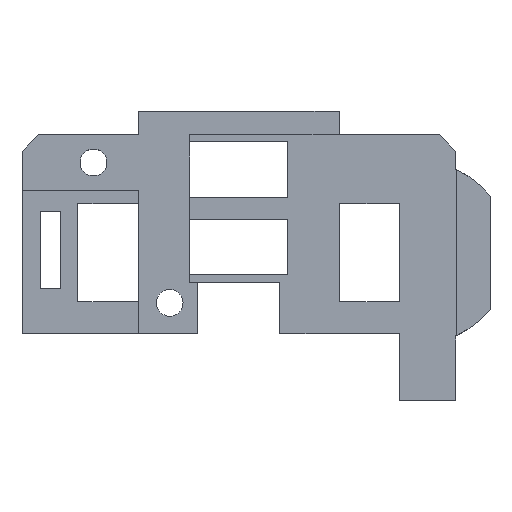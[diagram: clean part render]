
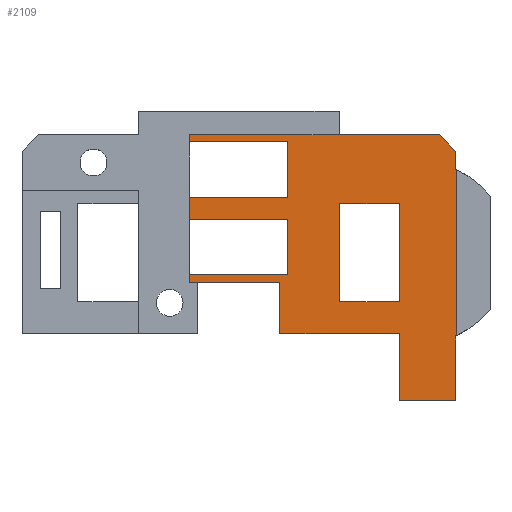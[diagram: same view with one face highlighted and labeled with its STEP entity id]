
A CAD part, top view. The second image highlights one B-rep face of the part: STEP entity #2109.
In plain terms, the highlighted planar face has unit normal (0, 0, 1).
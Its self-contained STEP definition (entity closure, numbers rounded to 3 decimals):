
#24=FACE_BOUND('',#185,.T.);
#43=CIRCLE('',#2231,8.2);
#44=CIRCLE('',#2232,8.2);
#71=FACE_OUTER_BOUND('',#184,.T.);
#184=EDGE_LOOP('',(#1457,#1458,#1459,#1460,#1461,#1462,#1463,#1464,#1465,
#1466,#1467,#1468,#1469,#1470,#1471,#1472,#1473,#1474,#1475,#1476,#1477,
#1478,#1479));
#185=EDGE_LOOP('',(#1480,#1481,#1482,#1483));
#329=LINE('',#2995,#616);
#333=LINE('',#3003,#620);
#334=LINE('',#3005,#621);
#335=LINE('',#3007,#622);
#336=LINE('',#3009,#623);
#337=LINE('',#3011,#624);
#338=LINE('',#3015,#625);
#339=LINE('',#3019,#626);
#340=LINE('',#3021,#627);
#341=LINE('',#3023,#628);
#342=LINE('',#3025,#629);
#343=LINE('',#3027,#630);
#344=LINE('',#3029,#631);
#345=LINE('',#3031,#632);
#346=LINE('',#3033,#633);
#347=LINE('',#3035,#634);
#348=LINE('',#3037,#635);
#349=LINE('',#3039,#636);
#350=LINE('',#3041,#637);
#351=LINE('',#3043,#638);
#352=LINE('',#3044,#639);
#353=LINE('',#3047,#640);
#354=LINE('',#3049,#641);
#355=LINE('',#3051,#642);
#356=LINE('',#3052,#643);
#616=VECTOR('',#2428,10.);
#620=VECTOR('',#2434,10.);
#621=VECTOR('',#2435,10.);
#622=VECTOR('',#2436,10.);
#623=VECTOR('',#2437,10.);
#624=VECTOR('',#2438,10.);
#625=VECTOR('',#2441,10.);
#626=VECTOR('',#2444,10.);
#627=VECTOR('',#2445,10.);
#628=VECTOR('',#2446,10.);
#629=VECTOR('',#2447,10.);
#630=VECTOR('',#2448,10.);
#631=VECTOR('',#2449,10.);
#632=VECTOR('',#2450,10.);
#633=VECTOR('',#2451,10.);
#634=VECTOR('',#2452,10.);
#635=VECTOR('',#2453,10.);
#636=VECTOR('',#2454,10.);
#637=VECTOR('',#2455,10.);
#638=VECTOR('',#2456,10.);
#639=VECTOR('',#2457,10.);
#640=VECTOR('',#2458,10.);
#641=VECTOR('',#2459,10.);
#642=VECTOR('',#2460,10.);
#643=VECTOR('',#2461,10.);
#900=VERTEX_POINT('',#2993);
#901=VERTEX_POINT('',#2994);
#904=VERTEX_POINT('',#3002);
#905=VERTEX_POINT('',#3004);
#906=VERTEX_POINT('',#3006);
#907=VERTEX_POINT('',#3008);
#908=VERTEX_POINT('',#3010);
#909=VERTEX_POINT('',#3012);
#910=VERTEX_POINT('',#3014);
#911=VERTEX_POINT('',#3016);
#912=VERTEX_POINT('',#3018);
#913=VERTEX_POINT('',#3020);
#914=VERTEX_POINT('',#3022);
#915=VERTEX_POINT('',#3024);
#916=VERTEX_POINT('',#3026);
#917=VERTEX_POINT('',#3028);
#918=VERTEX_POINT('',#3030);
#919=VERTEX_POINT('',#3032);
#920=VERTEX_POINT('',#3034);
#921=VERTEX_POINT('',#3036);
#922=VERTEX_POINT('',#3038);
#923=VERTEX_POINT('',#3040);
#924=VERTEX_POINT('',#3042);
#925=VERTEX_POINT('',#3045);
#926=VERTEX_POINT('',#3046);
#927=VERTEX_POINT('',#3048);
#928=VERTEX_POINT('',#3050);
#1112=EDGE_CURVE('',#900,#901,#329,.T.);
#1116=EDGE_CURVE('',#904,#900,#333,.F.);
#1117=EDGE_CURVE('',#905,#901,#334,.T.);
#1118=EDGE_CURVE('',#906,#905,#335,.T.);
#1119=EDGE_CURVE('',#907,#906,#336,.T.);
#1120=EDGE_CURVE('',#908,#907,#337,.T.);
#1121=EDGE_CURVE('',#909,#908,#43,.T.);
#1122=EDGE_CURVE('',#909,#910,#338,.T.);
#1123=EDGE_CURVE('',#911,#910,#44,.T.);
#1124=EDGE_CURVE('',#912,#911,#339,.T.);
#1125=EDGE_CURVE('',#913,#912,#340,.T.);
#1126=EDGE_CURVE('',#913,#914,#341,.F.);
#1127=EDGE_CURVE('',#914,#915,#342,.T.);
#1128=EDGE_CURVE('',#915,#916,#343,.T.);
#1129=EDGE_CURVE('',#916,#917,#344,.F.);
#1130=EDGE_CURVE('',#918,#917,#345,.T.);
#1131=EDGE_CURVE('',#918,#919,#346,.F.);
#1132=EDGE_CURVE('',#919,#920,#347,.T.);
#1133=EDGE_CURVE('',#920,#921,#348,.F.);
#1134=EDGE_CURVE('',#922,#921,#349,.T.);
#1135=EDGE_CURVE('',#922,#923,#350,.F.);
#1136=EDGE_CURVE('',#923,#924,#351,.T.);
#1137=EDGE_CURVE('',#924,#904,#352,.T.);
#1138=EDGE_CURVE('',#925,#926,#353,.T.);
#1139=EDGE_CURVE('',#925,#927,#354,.F.);
#1140=EDGE_CURVE('',#928,#927,#355,.T.);
#1141=EDGE_CURVE('',#926,#928,#356,.T.);
#1457=ORIENTED_EDGE('',*,*,#1116,.T.);
#1458=ORIENTED_EDGE('',*,*,#1112,.T.);
#1459=ORIENTED_EDGE('',*,*,#1117,.F.);
#1460=ORIENTED_EDGE('',*,*,#1118,.F.);
#1461=ORIENTED_EDGE('',*,*,#1119,.F.);
#1462=ORIENTED_EDGE('',*,*,#1120,.F.);
#1463=ORIENTED_EDGE('',*,*,#1121,.F.);
#1464=ORIENTED_EDGE('',*,*,#1122,.T.);
#1465=ORIENTED_EDGE('',*,*,#1123,.F.);
#1466=ORIENTED_EDGE('',*,*,#1124,.F.);
#1467=ORIENTED_EDGE('',*,*,#1125,.F.);
#1468=ORIENTED_EDGE('',*,*,#1126,.T.);
#1469=ORIENTED_EDGE('',*,*,#1127,.T.);
#1470=ORIENTED_EDGE('',*,*,#1128,.T.);
#1471=ORIENTED_EDGE('',*,*,#1129,.T.);
#1472=ORIENTED_EDGE('',*,*,#1130,.F.);
#1473=ORIENTED_EDGE('',*,*,#1131,.T.);
#1474=ORIENTED_EDGE('',*,*,#1132,.T.);
#1475=ORIENTED_EDGE('',*,*,#1133,.T.);
#1476=ORIENTED_EDGE('',*,*,#1134,.F.);
#1477=ORIENTED_EDGE('',*,*,#1135,.T.);
#1478=ORIENTED_EDGE('',*,*,#1136,.T.);
#1479=ORIENTED_EDGE('',*,*,#1137,.T.);
#1480=ORIENTED_EDGE('',*,*,#1138,.F.);
#1481=ORIENTED_EDGE('',*,*,#1139,.T.);
#1482=ORIENTED_EDGE('',*,*,#1140,.F.);
#1483=ORIENTED_EDGE('',*,*,#1141,.F.);
#2003=PLANE('',#2230);
#2109=ADVANCED_FACE('',(#71,#24),#2003,.F.);
#2230=AXIS2_PLACEMENT_3D('',#3001,#2432,#2433);
#2231=AXIS2_PLACEMENT_3D('',#3013,#2439,#2440);
#2232=AXIS2_PLACEMENT_3D('',#3017,#2442,#2443);
#2428=DIRECTION('',(0.,-1.,0.));
#2432=DIRECTION('center_axis',(0.,0.,-1.));
#2433=DIRECTION('ref_axis',(-1.,0.,0.));
#2434=DIRECTION('',(-1.,0.,0.));
#2435=DIRECTION('',(-1.,0.,0.));
#2436=DIRECTION('',(0.,1.,0.));
#2437=DIRECTION('',(-1.,0.,0.));
#2438=DIRECTION('',(0.,-1.,0.));
#2439=DIRECTION('center_axis',(0.,0.,-1.));
#2440=DIRECTION('ref_axis',(0.416,-0.909,0.));
#2441=DIRECTION('',(0.,1.,0.));
#2442=DIRECTION('center_axis',(0.,0.,-1.));
#2443=DIRECTION('ref_axis',(0.788,0.616,0.));
#2444=DIRECTION('',(0.,-1.,0.));
#2445=DIRECTION('',(0.707,-0.707,0.));
#2446=DIRECTION('',(1.,0.,0.));
#2447=DIRECTION('',(-1.,0.,0.));
#2448=DIRECTION('',(0.,-1.,0.));
#2449=DIRECTION('',(-1.,0.,0.));
#2450=DIRECTION('',(0.,1.,0.));
#2451=DIRECTION('',(1.,0.,0.));
#2452=DIRECTION('',(0.,-1.,0.));
#2453=DIRECTION('',(-1.,0.,0.));
#2454=DIRECTION('',(0.,1.,0.));
#2455=DIRECTION('',(1.,0.,0.));
#2456=DIRECTION('',(0.,-1.,0.));
#2457=DIRECTION('',(1.,0.,0.));
#2458=DIRECTION('',(1.,0.,0.));
#2459=DIRECTION('',(0.,-1.,0.));
#2460=DIRECTION('',(-1.,0.,0.));
#2461=DIRECTION('',(0.,1.,0.));
#2993=CARTESIAN_POINT('',(3.689,14.656,11.758));
#2994=CARTESIAN_POINT('',(3.689,10.053,11.758));
#2995=CARTESIAN_POINT('',(3.689,20.759,11.758));
#3001=CARTESIAN_POINT('Origin',(-6.452,26.863,11.758));
#3002=CARTESIAN_POINT('',(-3.681,14.656,11.758));
#3003=CARTESIAN_POINT('',(-7.727,14.656,11.758));
#3004=CARTESIAN_POINT('',(14.39,10.053,11.758));
#3005=CARTESIAN_POINT('',(-1.882,10.053,11.758));
#3006=CARTESIAN_POINT('',(14.39,4.05,11.758));
#3007=CARTESIAN_POINT('',(14.39,24.893,11.758));
#3008=CARTESIAN_POINT('',(19.45,4.05,11.758));
#3009=CARTESIAN_POINT('',(3.969,4.05,11.758));
#3010=CARTESIAN_POINT('',(19.45,9.866,11.758));
#3011=CARTESIAN_POINT('',(19.45,15.456,11.758));
#3012=CARTESIAN_POINT('',(19.5,9.889,11.758));
#3013=CARTESIAN_POINT('Origin',(16.038,17.323,11.758));
#3014=CARTESIAN_POINT('',(19.5,24.756,11.758));
#3015=CARTESIAN_POINT('',(19.5,25.809,11.758));
#3016=CARTESIAN_POINT('',(19.4,24.801,11.758));
#3017=CARTESIAN_POINT('Origin',(16.038,17.323,11.758));
#3018=CARTESIAN_POINT('',(19.4,26.421,11.758));
#3019=CARTESIAN_POINT('',(19.4,25.832,11.758));
#3020=CARTESIAN_POINT('',(17.959,27.862,11.758));
#3021=CARTESIAN_POINT('',(12.827,32.994,11.758));
#3022=CARTESIAN_POINT('',(8.99,27.862,11.758));
#3023=CARTESIAN_POINT('',(1.294,27.862,11.758));
#3024=CARTESIAN_POINT('',(-4.4,27.862,11.758));
#3025=CARTESIAN_POINT('',(-7.752,27.862,11.758));
#3026=CARTESIAN_POINT('',(-4.4,27.238,11.758));
#3027=CARTESIAN_POINT('',(-4.4,21.097,11.758));
#3028=CARTESIAN_POINT('',(4.4,27.238,11.758));
#3029=CARTESIAN_POINT('',(-5.426,27.238,11.758));
#3030=CARTESIAN_POINT('',(4.4,22.238,11.758));
#3031=CARTESIAN_POINT('',(4.4,23.597,11.758));
#3032=CARTESIAN_POINT('',(-4.4,22.238,11.758));
#3033=CARTESIAN_POINT('',(-1.026,22.238,11.758));
#3034=CARTESIAN_POINT('',(-4.4,20.331,11.758));
#3035=CARTESIAN_POINT('',(-4.4,21.097,11.758));
#3036=CARTESIAN_POINT('',(4.4,20.331,11.758));
#3037=CARTESIAN_POINT('',(-5.426,20.331,11.758));
#3038=CARTESIAN_POINT('',(4.4,15.331,11.758));
#3039=CARTESIAN_POINT('',(4.4,23.597,11.758));
#3040=CARTESIAN_POINT('',(-4.4,15.331,11.758));
#3041=CARTESIAN_POINT('',(-1.026,15.331,11.758));
#3042=CARTESIAN_POINT('',(-4.4,14.656,11.758));
#3043=CARTESIAN_POINT('',(-4.4,21.097,11.758));
#3044=CARTESIAN_POINT('',(-4.567,14.656,11.758));
#3045=CARTESIAN_POINT('',(9.04,12.923,11.758));
#3046=CARTESIAN_POINT('',(14.39,12.923,11.758));
#3047=CARTESIAN_POINT('',(3.969,12.923,11.758));
#3048=CARTESIAN_POINT('',(9.04,21.723,11.758));
#3049=CARTESIAN_POINT('',(9.04,20.759,11.758));
#3050=CARTESIAN_POINT('',(14.39,21.723,11.758));
#3051=CARTESIAN_POINT('',(1.294,21.723,11.758));
#3052=CARTESIAN_POINT('',(14.39,24.893,11.758));
